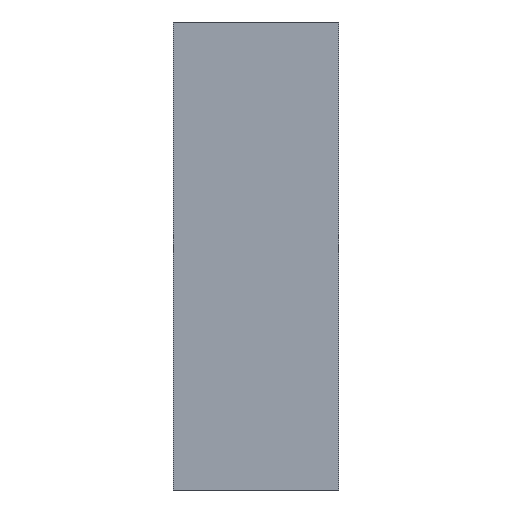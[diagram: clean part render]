
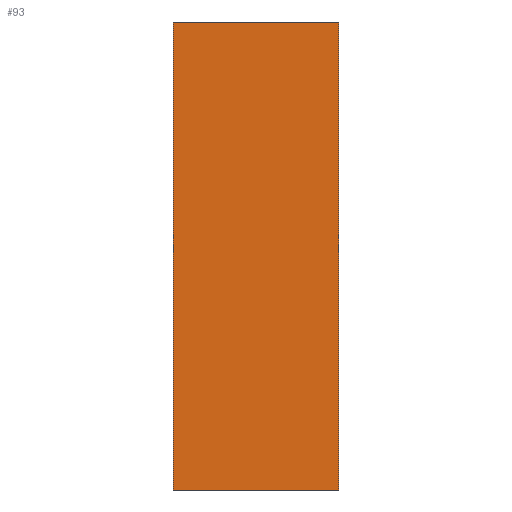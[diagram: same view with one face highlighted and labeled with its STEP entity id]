
A CAD part, left-side view. The second image highlights one B-rep face of the part: STEP entity #93.
In plain terms, the highlighted planar face has unit normal (-1, 0, 0).
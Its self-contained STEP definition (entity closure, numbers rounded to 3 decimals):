
#93 = ADVANCED_FACE( '', ( #248 ), #249, .F. );
#248 = FACE_OUTER_BOUND( '', #508, .T. );
#249 = PLANE( '', #509 );
#508 = EDGE_LOOP( '', ( #762, #763, #764, #765 ) );
#509 = AXIS2_PLACEMENT_3D( '', #766, #767, #768 );
#762 = ORIENTED_EDGE( '', *, *, #1331, .T. );
#763 = ORIENTED_EDGE( '', *, *, #1332, .F. );
#764 = ORIENTED_EDGE( '', *, *, #1333, .F. );
#765 = ORIENTED_EDGE( '', *, *, #1334, .T. );
#766 = CARTESIAN_POINT( '', ( -42.5, 30., 85. ) );
#767 = DIRECTION( '', ( 1., 0., 0. ) );
#768 = DIRECTION( '', ( 0., 0., -1. ) );
#1331 = EDGE_CURVE( '', #1547, #1548, #1549, .T. );
#1332 = EDGE_CURVE( '', #1550, #1548, #1551, .T. );
#1333 = EDGE_CURVE( '', #1552, #1550, #1553, .T. );
#1334 = EDGE_CURVE( '', #1552, #1547, #1554, .T. );
#1547 = VERTEX_POINT( '', #1872 );
#1548 = VERTEX_POINT( '', #1873 );
#1549 = LINE( '', #1874, #1875 );
#1550 = VERTEX_POINT( '', #1876 );
#1551 = LINE( '', #1877, #1878 );
#1552 = VERTEX_POINT( '', #1879 );
#1553 = LINE( '', #1880, #1881 );
#1554 = LINE( '', #1882, #1883 );
#1872 = CARTESIAN_POINT( '', ( -42.5, 30., 0. ) );
#1873 = CARTESIAN_POINT( '', ( -42.5, 0., 0. ) );
#1874 = CARTESIAN_POINT( '', ( -42.5, 30., 0. ) );
#1875 = VECTOR( '', #2447, 1000. );
#1876 = CARTESIAN_POINT( '', ( -42.5, 0., 85. ) );
#1877 = CARTESIAN_POINT( '', ( -42.5, 0., 85. ) );
#1878 = VECTOR( '', #2448, 1000. );
#1879 = CARTESIAN_POINT( '', ( -42.5, 30., 85. ) );
#1880 = CARTESIAN_POINT( '', ( -42.5, 30., 85. ) );
#1881 = VECTOR( '', #2449, 1000. );
#1882 = CARTESIAN_POINT( '', ( -42.5, 30., 85. ) );
#1883 = VECTOR( '', #2450, 1000. );
#2447 = DIRECTION( '', ( 0., -1., 0. ) );
#2448 = DIRECTION( '', ( 0., 0., -1. ) );
#2449 = DIRECTION( '', ( 0., -1., 0. ) );
#2450 = DIRECTION( '', ( 0., 0., -1. ) );
